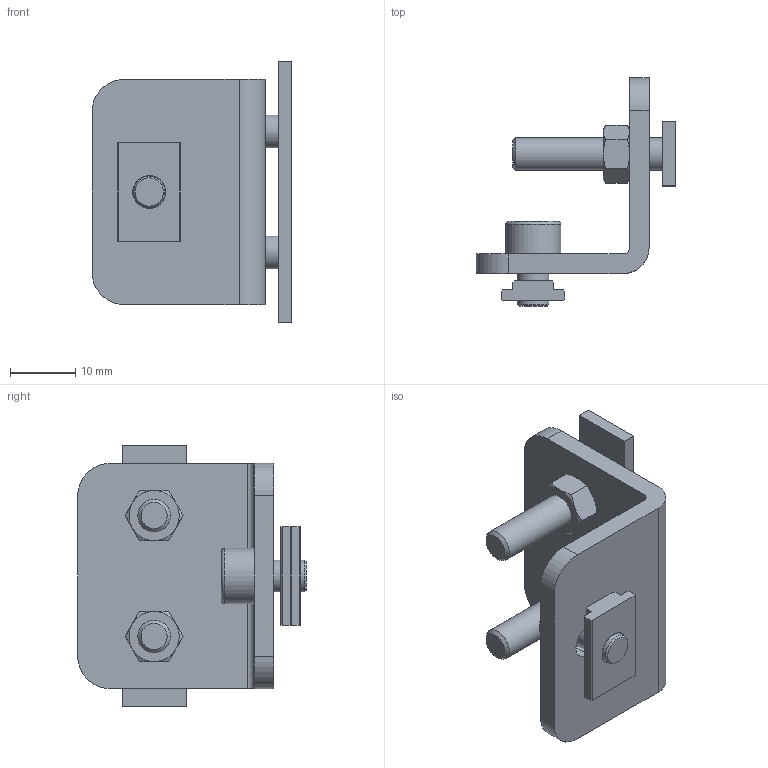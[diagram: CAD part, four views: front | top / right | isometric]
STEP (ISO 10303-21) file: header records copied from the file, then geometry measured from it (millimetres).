
FILE_DESCRIPTION(/* description */ (''),/* implementation_level */ '2;1');
FILE_NAME(/* name */ 'AO000248.stp',/* time_stamp */ '2016-09-28T13:29:56+02:00',/* author */ ('mitarbeiter'),/* organization */ (''),/* preprocessor_version */ 'ST-DEVELOPER v15.2',/* originating_system */ 'Autodesk Inventor 2014',/* authorisation */ '');
FILE_SCHEMA (('AUTOMOTIVE_DESIGN { 1 0 10303 214 3 1 1 }'));
Length unit declared in the file: millimetre
Products named in the file (6): MP003866_01_MODEL; MP003123_01_MODEL; UP000055_01_MODEL; MP003189_01_MODEL; UP001063_00_MODEL; AO000248
Bounding box: 30.6 x 35 x 40 mm (x, y, z)
Surface area: 7209 mm2 (no closed solid volume)
Topology: 0 solids, 132 shells, 132 faces, 534 edges, 508 vertices
Faces by surface type: plane 68, cone 41, cylinder 20, torus 3
Full cylindrical faces by diameter (mm): 4.2 x3, 4.826 x1, 5 x5, 5.5 x2, 8.5 x1
Entity records: 5121 total; most frequent: CARTESIAN_POINT 1379, DIRECTION 696, VERTEX_POINT 410, EDGE_CURVE 410, ORIENTED_EDGE 410, AXIS2_PLACEMENT_3D 241, LINE 214, VECTOR 214
